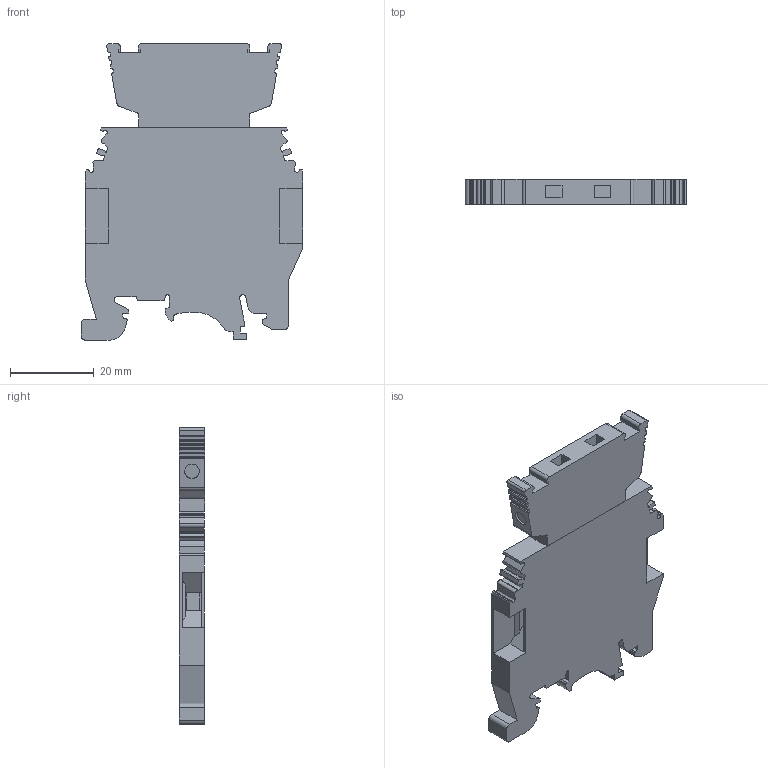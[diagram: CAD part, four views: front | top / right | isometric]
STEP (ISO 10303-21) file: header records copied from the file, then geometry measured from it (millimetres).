
FILE_DESCRIPTION(/* description */ ('Unknown'),/* implementation_level */ '2;1');
FILE_NAME(/* name */ 'KPCH4_3D_SOLID',/* time_stamp */ '2024-11-18T15:38:46+05:00',/* author */ ('Unknown'),/* organization */ ('Unknown'),/* preprocessor_version */ 'ST-DEVELOPER v16.7',/* originating_system */ 'Solid Edge',/* authorisation */ 'Unknown');
FILE_SCHEMA (('AUTOMOTIVE_DESIGN {1 0 10303 214 3 1 1}'));
Length unit declared in the file: millimetre
Products named in the file (1): KPCH4_3D_SOLID
Bounding box: 53 x 6.02 x 70.95 mm (x, y, z)
Volume: 16181.1 mm3; surface area: 9065.5 mm2
Topology: 1 solids, 1 shells, 314 faces, 926 edges, 616 vertices
Faces by surface type: plane 219, cylinder 91, bspline 4
Entity records: 12743 total; most frequent: CARTESIAN_POINT 1957, ORIENTED_EDGE 1852, DIRECTION 1722, EDGE_CURVE 926, LINE 736, VECTOR 736, VERTEX_POINT 616, AXIS2_PLACEMENT_3D 493
